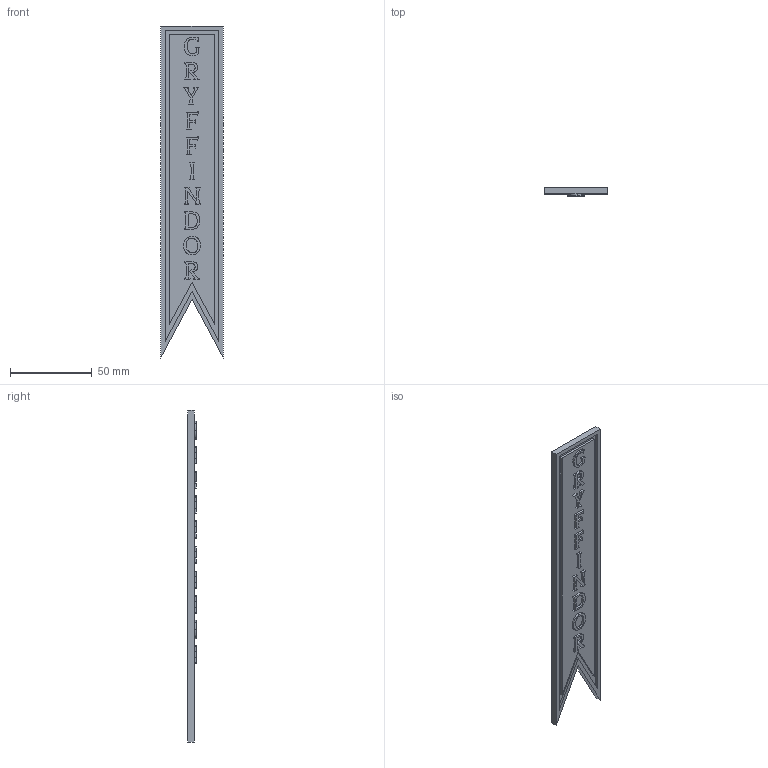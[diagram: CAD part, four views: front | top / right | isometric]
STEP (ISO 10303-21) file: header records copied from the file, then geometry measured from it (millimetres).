
FILE_DESCRIPTION(/* description */ ('STEP AP242','CAx-IF Rec.Pracs.---Representation and Presentation of Product Manufacturing Information (PMI)---4.0---2014-10-13','CAx-IF Rec.Pracs.---3D Tessellated Geometry---0.4---2014-09-14','2;1'),/* implementation_level */ '2;1');
FILE_NAME(/* name */ '667f639470111052c12579dc',/* time_stamp */ '2024-06-29T01:29:56Z',/* author */ (''),/* organization */ (''),/* preprocessor_version */ 'ST-DEVELOPER v20',/* originating_system */ ' ',/* authorisation */ ' ');
FILE_SCHEMA (('AP242_MANAGED_MODEL_BASED_3D_ENGINEERING_MIM_LF { 1 0 10303 442 1 1 4 }'));
Length unit declared in the file: metre
Products named in the file (13): Part 12; Part 11; Part 13; Part 10; Part 9; Part 8; Part 7; Part 6; Part 5; Part 4; Part 3; Part 1; Part 2
Bounding box: 38.1 x 5.08 x 203.2 mm (x, y, z)
Volume: 25866.9 mm3; surface area: 23432.7 mm2
Topology: 13 solids, 13 shells, 304 faces, 834 edges, 556 vertices
Faces by surface type: plane 251, bspline 53
Entity records: 9990 total; most frequent: CARTESIAN_POINT 2290, ORIENTED_EDGE 1668, DIRECTION 1256, EDGE_CURVE 834, LINE 728, VECTOR 728, VERTEX_POINT 556, EDGE_LOOP 312
